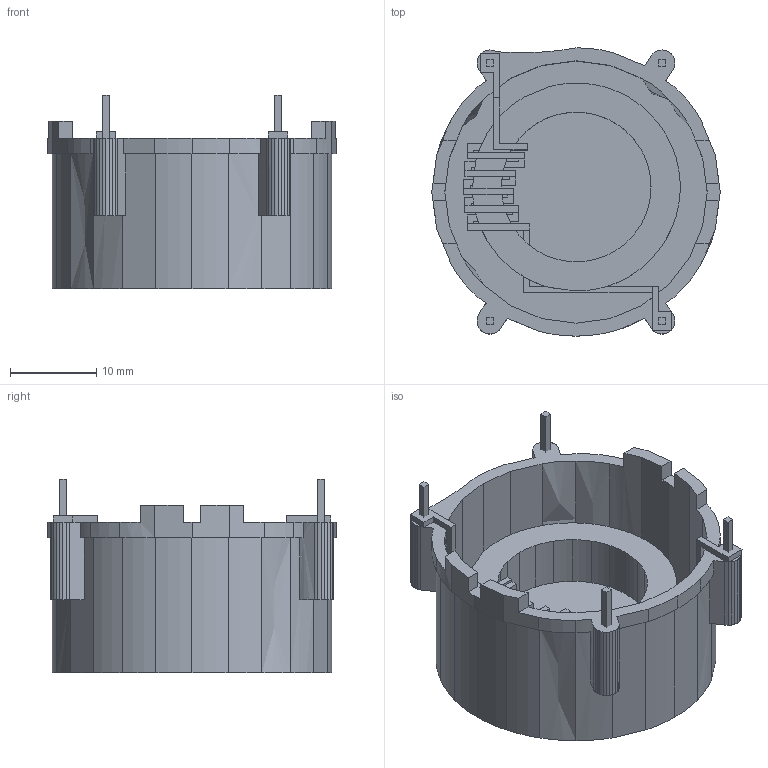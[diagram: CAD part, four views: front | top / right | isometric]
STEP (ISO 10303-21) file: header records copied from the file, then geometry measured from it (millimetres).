
FILE_DESCRIPTION(('FreeCAD Model'),'2;1');
FILE_NAME('X24Hr.stp', '2014-07-08T13:53:05',('FreeCAD'),('FreeCAD'), 'Open CASCADE STEP processor 6.3','FreeCAD','Unknown');
FILE_SCHEMA(('AUTOMOTIVE_DESIGN_CC2 { 1 2 10303 214 -1 1 5 4 }'));
Length unit declared in the file: millimetre
Products named in the file (6): X24Hr003; X24Hr002; X24Hr; X24Hr004; X24Hr001; X24Hr005
Bounding box: 33.5 x 33.5 x 22.5 mm (x, y, z)
Volume: 4436.2 mm3; surface area: 7472.4 mm2
Topology: 6 solids, 6 shells, 672 faces, 1958 edges, 1306 vertices
Faces by surface type: plane 565, cylinder 90, cone 17
Entity records: 54043 total; most frequent: CARTESIAN_POINT 15827, DIRECTION 6811, LINE 4862, VECTOR 4862, ORIENTED_EDGE 3916, PCURVE 3916, DEFINITIONAL_REPRESENTATION 3916, EDGE_CURVE 1958
